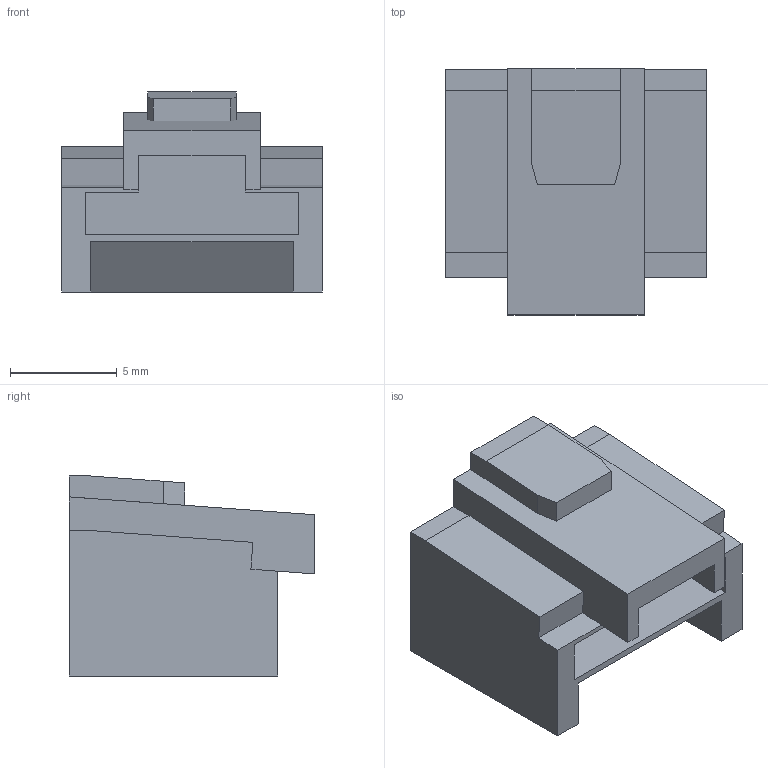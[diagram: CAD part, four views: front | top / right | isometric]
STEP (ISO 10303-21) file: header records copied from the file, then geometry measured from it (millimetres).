
FILE_DESCRIPTION(/* description */ ('Unknown'),/* implementation_level */ '2;1');
FILE_NAME(/* name */ '726151104',/* time_stamp */ '2016-01-18T14:14:32+01:00',/* author */ ('Unknown'),/* organization */ ('Unknown'),/* preprocessor_version */ 'ST-DEVELOPER v16.7',/* originating_system */ 'DEX',/* authorisation */ $);
FILE_SCHEMA (('AUTOMOTIVE_DESIGN {1 0 10303 214 3 1 1}'));
Length unit declared in the file: millimetre
Products named in the file (1): 726151104
Bounding box: 12.2 x 11.5 x 9.35 mm (x, y, z)
Volume: 554.4 mm3; surface area: 870 mm2
Topology: 1 solids, 1 shells, 38 faces, 106 edges, 70 vertices
Faces by surface type: plane 38
Entity records: 1224 total; most frequent: CARTESIAN_POINT 215, ORIENTED_EDGE 212, DIRECTION 184, EDGE_CURVE 106, LINE 106, VECTOR 106, VERTEX_POINT 70, AXIS2_PLACEMENT_3D 39
